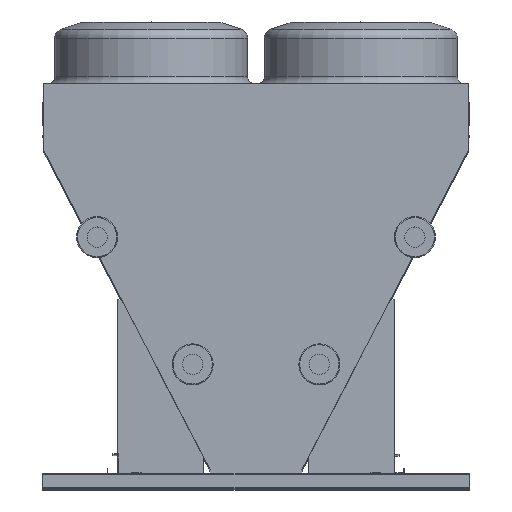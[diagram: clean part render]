
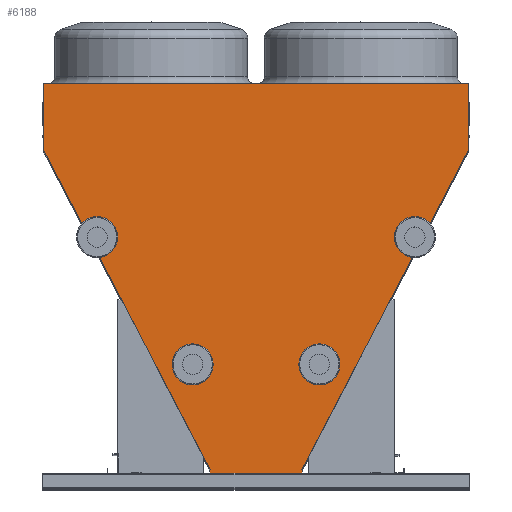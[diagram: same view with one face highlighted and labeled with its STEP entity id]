
A CAD part, top view. The second image highlights one B-rep face of the part: STEP entity #6188.
In plain terms, the highlighted planar face has unit normal (0, 0, 1).
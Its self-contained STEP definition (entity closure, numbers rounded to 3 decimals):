
#147 = ORIENTED_EDGE ( 'NONE', *, *, #26292, .T. ) ;
#436 = VECTOR ( 'NONE', #1227, 1000. ) ;
#687 = EDGE_CURVE ( 'NONE', #17890, #5050, #11968, .T. ) ;
#1025 = LINE ( 'NONE', #21206, #22355 ) ;
#1143 = CARTESIAN_POINT ( 'NONE',  ( -279.893, 1.482, 0. ) ) ;
#1227 = DIRECTION ( 'NONE',  ( 1., 0., 0. ) ) ;
#1692 = ORIENTED_EDGE ( 'NONE', *, *, #26408, .T. ) ;
#1833 = DIRECTION ( 'NONE',  ( -0.461, -0.887, 0. ) ) ;
#1902 = LINE ( 'NONE', #22153, #23290 ) ;
#1952 = LINE ( 'NONE', #1143, #17131 ) ;
#2105 = DIRECTION ( 'NONE',  ( -1., 0., 0. ) ) ;
#2160 = DIRECTION ( 'NONE',  ( -1., 0., 0. ) ) ;
#2562 = CARTESIAN_POINT ( 'NONE',  ( 1136.15, 2083.62, 0. ) ) ;
#3090 = VERTEX_POINT ( 'NONE', #21262 ) ;
#3272 = CARTESIAN_POINT ( 'NONE',  ( 279.893, 0., 0. ) ) ;
#3465 = VERTEX_POINT ( 'NONE', #24617 ) ;
#4167 = CARTESIAN_POINT ( 'NONE',  ( 1126.218, 1711.776, 0. ) ) ;
#4258 = LINE ( 'NONE', #7923, #24360 ) ;
#4459 = LINE ( 'NONE', #17805, #9276 ) ;
#4576 = CARTESIAN_POINT ( 'NONE',  ( 1127.607, 1711.053, 0. ) ) ;
#4935 = CARTESIAN_POINT ( 'NONE',  ( -279.893, 0., 0. ) ) ;
#4960 = CARTESIAN_POINT ( 'NONE',  ( 246.893, 17.358, 0. ) ) ;
#5050 = VERTEX_POINT ( 'NONE', #24933 ) ;
#5305 = CARTESIAN_POINT ( 'NONE',  ( 245.39, 20.232, 0. ) ) ;
#5340 = DIRECTION ( 'NONE',  ( 0.887, 0.462, 0. ) ) ;
#5415 = VECTOR ( 'NONE', #13636, 1000. ) ;
#5692 = ORIENTED_EDGE ( 'NONE', *, *, #24384, .T. ) ;
#5807 = VECTOR ( 'NONE', #12566, 1000. ) ;
#5930 = CARTESIAN_POINT ( 'NONE',  ( 1127.607, 1711.053, 0. ) ) ;
#5979 = ORIENTED_EDGE ( 'NONE', *, *, #25390, .T. ) ;
#6135 = DIRECTION ( 'NONE',  ( 0., -1., 0. ) ) ;
#6188 = ADVANCED_FACE ( 'NONE', ( #26103 ), #24885, .F. ) ;
#6396 = LINE ( 'NONE', #12081, #11265 ) ;
#6821 = LINE ( 'NONE', #14458, #17222 ) ;
#7015 = DIRECTION ( 'NONE',  ( 0., -1., 0. ) ) ;
#7031 = ORIENTED_EDGE ( 'NONE', *, *, #25867, .T. ) ;
#7401 = ORIENTED_EDGE ( 'NONE', *, *, #25695, .T. ) ;
#7556 = CARTESIAN_POINT ( 'NONE',  ( 279.893, 1.482, 0. ) ) ;
#7783 = LINE ( 'NONE', #20683, #13315 ) ;
#7923 = CARTESIAN_POINT ( 'NONE',  ( 246.893, 17.358, 0. ) ) ;
#8083 = CARTESIAN_POINT ( 'NONE',  ( -1127.739, 1711.053, 0. ) ) ;
#8182 = ORIENTED_EDGE ( 'NONE', *, *, #24666, .T. ) ;
#8318 = VECTOR ( 'NONE', #19257, 1000. ) ;
#8334 = CARTESIAN_POINT ( 'NONE',  ( 1127.607, 1711.053, 0. ) ) ;
#8455 = ORIENTED_EDGE ( 'NONE', *, *, #26451, .T. ) ;
#8489 = VERTEX_POINT ( 'NONE', #24552 ) ;
#8738 = DIRECTION ( 'NONE',  ( -1., 0., 0. ) ) ;
#8742 = LINE ( 'NONE', #13580, #24710 ) ;
#8861 = VERTEX_POINT ( 'NONE', #17522 ) ;
#8964 = LINE ( 'NONE', #10994, #8318 ) ;
#9009 = ORIENTED_EDGE ( 'NONE', *, *, #25819, .T. ) ;
#9276 = VECTOR ( 'NONE', #5340, 1000. ) ;
#9327 = VECTOR ( 'NONE', #21388, 1000. ) ;
#9451 = LINE ( 'NONE', #21699, #19203 ) ;
#9923 = VERTEX_POINT ( 'NONE', #5305 ) ;
#9987 = VERTEX_POINT ( 'NONE', #7556 ) ;
#10508 = CARTESIAN_POINT ( 'NONE',  ( 246.893, 17.358, 0. ) ) ;
#10763 = CARTESIAN_POINT ( 'NONE',  ( -1136.282, 2083.62, 0. ) ) ;
#10830 = DIRECTION ( 'NONE',  ( 0.462, 0.887, 0. ) ) ;
#10994 = CARTESIAN_POINT ( 'NONE',  ( -245.403, 20.223, 0. ) ) ;
#11003 = ORIENTED_EDGE ( 'NONE', *, *, #25774, .T. ) ;
#11019 = VECTOR ( 'NONE', #10830, 1000. ) ;
#11098 = ORIENTED_EDGE ( 'NONE', *, *, #25943, .T. ) ;
#11199 = ORIENTED_EDGE ( 'NONE', *, *, #25317, .T. ) ;
#11265 = VECTOR ( 'NONE', #1833, 1000. ) ;
#11410 = VERTEX_POINT ( 'NONE', #16232 ) ;
#11968 = LINE ( 'NONE', #3272, #436 ) ;
#11975 = VECTOR ( 'NONE', #14623, 1000. ) ;
#12081 = CARTESIAN_POINT ( 'NONE',  ( -246.893, 17.358, 0. ) ) ;
#12401 = CARTESIAN_POINT ( 'NONE',  ( 0., 0., 0. ) ) ;
#12566 = DIRECTION ( 'NONE',  ( 0., 1., 0. ) ) ;
#13315 = VECTOR ( 'NONE', #6135, 1000. ) ;
#13580 = CARTESIAN_POINT ( 'NONE',  ( 245.39, 20.232, 0. ) ) ;
#13636 = DIRECTION ( 'NONE',  ( 0., -1., 0. ) ) ;
#13724 = CARTESIAN_POINT ( 'NONE',  ( -246.893, 17.358, 0. ) ) ;
#14215 = LINE ( 'NONE', #4935, #24636 ) ;
#14220 = DIRECTION ( 'NONE',  ( -0.463, 0.886, 0. ) ) ;
#14458 = CARTESIAN_POINT ( 'NONE',  ( -1136.282, 2083.62, 0. ) ) ;
#14518 = DIRECTION ( 'NONE',  ( 0., 0., -1. ) ) ;
#14549 = VERTEX_POINT ( 'NONE', #10763 ) ;
#14623 = DIRECTION ( 'NONE',  ( 0.887, -0.462, 0. ) ) ;
#15000 = EDGE_CURVE ( 'NONE', #21911, #14549, #6821, .T. ) ;
#15218 = CARTESIAN_POINT ( 'NONE',  ( 279.893, 0., 0. ) ) ;
#15261 = LINE ( 'NONE', #4576, #11019 ) ;
#16173 = LINE ( 'NONE', #15218, #9327 ) ;
#16232 = CARTESIAN_POINT ( 'NONE',  ( 1136.15, 1727.462, 0. ) ) ;
#16346 = VERTEX_POINT ( 'NONE', #4960 ) ;
#16699 = VERTEX_POINT ( 'NONE', #5930 ) ;
#16870 = LINE ( 'NONE', #8334, #11975 ) ;
#17131 = VECTOR ( 'NONE', #17653, 1000. ) ;
#17222 = VECTOR ( 'NONE', #2105, 1000. ) ;
#17386 = CARTESIAN_POINT ( 'NONE',  ( -246.893, 1.482, 0. ) ) ;
#17522 = CARTESIAN_POINT ( 'NONE',  ( -1136.282, 1727.462, 0. ) ) ;
#17653 = DIRECTION ( 'NONE',  ( -1., 0., 0. ) ) ;
#17805 = CARTESIAN_POINT ( 'NONE',  ( -1127.739, 1711.053, 0. ) ) ;
#17890 = VERTEX_POINT ( 'NONE', #24727 ) ;
#18101 = AXIS2_PLACEMENT_3D ( 'NONE', #12401, #14518, #2160 ) ;
#18818 = CARTESIAN_POINT ( 'NONE',  ( -246.893, 17.358, 0. ) ) ;
#19203 = VECTOR ( 'NONE', #23889, 1000. ) ;
#19257 = DIRECTION ( 'NONE',  ( 0.462, -0.887, 0. ) ) ;
#19672 = DIRECTION ( 'NONE',  ( 0.462, 0.887, 0. ) ) ;
#19875 = EDGE_LOOP ( 'NONE', ( #8182, #8455, #1692, #147, #24058, #22454, #11098, #24164, #25481, #7031, #9009, #11003, #7401, #23551, #5979, #11199, #5692, #23937 ) ) ;
#20144 = DIRECTION ( 'NONE',  ( 0.462, -0.887, 0. ) ) ;
#20683 = CARTESIAN_POINT ( 'NONE',  ( -1136.282, 1727.462, 0. ) ) ;
#21206 = CARTESIAN_POINT ( 'NONE',  ( 279.893, 1.482, 0. ) ) ;
#21262 = CARTESIAN_POINT ( 'NONE',  ( -279.893, 1.482, 0. ) ) ;
#21388 = DIRECTION ( 'NONE',  ( 0., 1., 0. ) ) ;
#21495 = VERTEX_POINT ( 'NONE', #17386 ) ;
#21699 = CARTESIAN_POINT ( 'NONE',  ( 1136.15, 2083.62, 0. ) ) ;
#21832 = VERTEX_POINT ( 'NONE', #18818 ) ;
#21911 = VERTEX_POINT ( 'NONE', #2562 ) ;
#22153 = CARTESIAN_POINT ( 'NONE',  ( -1127.739, 1711.053, 0. ) ) ;
#22355 = VECTOR ( 'NONE', #8738, 1000. ) ;
#22402 = LINE ( 'NONE', #10508, #5807 ) ;
#22454 = ORIENTED_EDGE ( 'NONE', *, *, #26014, .T. ) ;
#23290 = VECTOR ( 'NONE', #20144, 1000. ) ;
#23551 = ORIENTED_EDGE ( 'NONE', *, *, #25579, .T. ) ;
#23613 = VERTEX_POINT ( 'NONE', #8083 ) ;
#23672 = VERTEX_POINT ( 'NONE', #4167 ) ;
#23889 = DIRECTION ( 'NONE',  ( 0., 1., 0. ) ) ;
#23937 = ORIENTED_EDGE ( 'NONE', *, *, #15000, .T. ) ;
#24058 = ORIENTED_EDGE ( 'NONE', *, *, #26089, .T. ) ;
#24083 = VERTEX_POINT ( 'NONE', #24352 ) ;
#24164 = ORIENTED_EDGE ( 'NONE', *, *, #25897, .T. ) ;
#24352 = CARTESIAN_POINT ( 'NONE',  ( 246.893, 1.482, 0. ) ) ;
#24360 = VECTOR ( 'NONE', #14220, 1000. ) ;
#24384 = EDGE_CURVE ( 'NONE', #11410, #21911, #9451, .T. ) ;
#24552 = CARTESIAN_POINT ( 'NONE',  ( -245.403, 20.223, 0. ) ) ;
#24617 = CARTESIAN_POINT ( 'NONE',  ( -1126.246, 1711.83, 0. ) ) ;
#24636 = VECTOR ( 'NONE', #7015, 1000. ) ;
#24666 = EDGE_CURVE ( 'NONE', #14549, #8861, #7783, .T. ) ;
#24710 = VECTOR ( 'NONE', #19672, 1000. ) ;
#24727 = CARTESIAN_POINT ( 'NONE',  ( -279.893, 0., 0. ) ) ;
#24885 = PLANE ( 'NONE',  #18101 ) ;
#24933 = CARTESIAN_POINT ( 'NONE',  ( 279.893, 0., 0. ) ) ;
#25317 = EDGE_CURVE ( 'NONE', #16699, #11410, #15261, .T. ) ;
#25390 = EDGE_CURVE ( 'NONE', #23672, #16699, #16870, .T. ) ;
#25481 = ORIENTED_EDGE ( 'NONE', *, *, #687, .T. ) ;
#25579 = EDGE_CURVE ( 'NONE', #9923, #23672, #8742, .T. ) ;
#25695 = EDGE_CURVE ( 'NONE', #16346, #9923, #4258, .T. ) ;
#25774 = EDGE_CURVE ( 'NONE', #24083, #16346, #22402, .T. ) ;
#25819 = EDGE_CURVE ( 'NONE', #9987, #24083, #1025, .T. ) ;
#25867 = EDGE_CURVE ( 'NONE', #5050, #9987, #16173, .T. ) ;
#25897 = EDGE_CURVE ( 'NONE', #3090, #17890, #14215, .T. ) ;
#25943 = EDGE_CURVE ( 'NONE', #21495, #3090, #1952, .T. ) ;
#26014 = EDGE_CURVE ( 'NONE', #21832, #21495, #26245, .T. ) ;
#26089 = EDGE_CURVE ( 'NONE', #8489, #21832, #6396, .T. ) ;
#26103 = FACE_OUTER_BOUND ( 'NONE', #19875, .T. ) ;
#26245 = LINE ( 'NONE', #13724, #5415 ) ;
#26292 = EDGE_CURVE ( 'NONE', #3465, #8489, #8964, .T. ) ;
#26408 = EDGE_CURVE ( 'NONE', #23613, #3465, #4459, .T. ) ;
#26451 = EDGE_CURVE ( 'NONE', #8861, #23613, #1902, .T. ) ;
